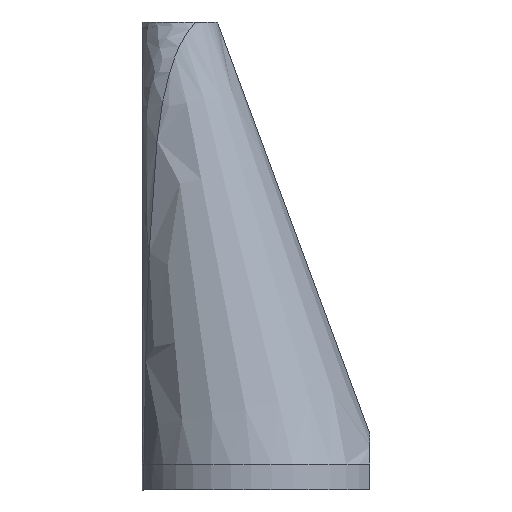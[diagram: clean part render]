
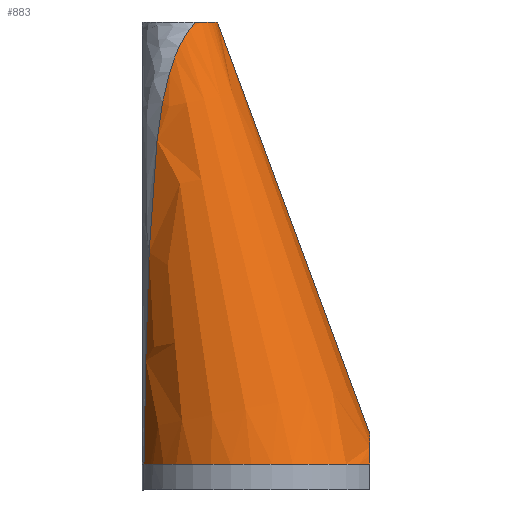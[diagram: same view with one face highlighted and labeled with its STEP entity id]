
A CAD part, left-side view. The second image highlights one B-rep face of the part: STEP entity #883.
In plain terms, the highlighted conical face has half-angle 9.48 degrees and reference radius 10.846 mm.
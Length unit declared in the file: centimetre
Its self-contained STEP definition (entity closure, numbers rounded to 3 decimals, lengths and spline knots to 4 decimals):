
#45=CONICAL_SURFACE($,#949,1.0846,0.165);
#54=B_SPLINE_CURVE_WITH_KNOTS($,3,(#1649,#1650,#1651,#1652,#1653,#1654,
#1655,#1656,#1657),.UNSPECIFIED.,.F.,.F.,(4,1,1,1,1,1,4),(0.2898,
0.4215,0.6931,0.9647,1.2363,
1.6438,2.0492),.UNSPECIFIED.);
#119=LINE($,#1674,#205);
#120=LINE($,#1676,#206);
#205=VECTOR($,#1130,1.);
#206=VECTOR($,#1131,1.);
#237=ELLIPSE($,#942,37.3052,3.4487);
#238=ELLIPSE($,#945,0.934,0.9169);
#239=ELLIPSE($,#946,0.934,0.9169);
#241=ELLIPSE($,#950,0.3448,0.3385);
#286=FACE_OUTER_BOUND($,#340,.T.);
#340=EDGE_LOOP($,(#758,#759,#760,#761,#762,#763,#764));
#439=VERTEX_POINT($,#1519);
#440=VERTEX_POINT($,#1521);
#443=VERTEX_POINT($,#1541);
#445=VERTEX_POINT($,#1566);
#446=VERTEX_POINT($,#1648);
#447=VERTEX_POINT($,#1673);
#448=VERTEX_POINT($,#1675);
#546=EDGE_CURVE($,#439,#440,#237,.T.);
#553=EDGE_CURVE($,#440,#445,#238,.T.);
#554=EDGE_CURVE($,#445,#443,#239,.T.);
#556=EDGE_CURVE($,#446,#443,#54,.T.);
#558=EDGE_CURVE($,#439,#447,#119,.T.);
#559=EDGE_CURVE($,#448,#447,#120,.F.);
#560=EDGE_CURVE($,#446,#448,#241,.T.);
#758=ORIENTED_EDGE($,*,*,#556,.T.);
#759=ORIENTED_EDGE($,*,*,#554,.F.);
#760=ORIENTED_EDGE($,*,*,#553,.F.);
#761=ORIENTED_EDGE($,*,*,#546,.F.);
#762=ORIENTED_EDGE($,*,*,#558,.T.);
#763=ORIENTED_EDGE($,*,*,#559,.F.);
#764=ORIENTED_EDGE($,*,*,#560,.F.);
#883=ADVANCED_FACE($,(#286),#45,.T.);
#942=AXIS2_PLACEMENT_3D($,#1522,#1111,#1112);
#945=AXIS2_PLACEMENT_3D($,#1567,#1120,#1121);
#946=AXIS2_PLACEMENT_3D($,#1568,#1122,#1123);
#949=AXIS2_PLACEMENT_3D($,#1672,#1128,#1129);
#950=AXIS2_PLACEMENT_3D($,#1677,#1132,#1133);
#1111=DIRECTION('center_axis',(0.,-1.,0.));
#1112=DIRECTION('ref_axis',(0.,0.,-1.));
#1120=DIRECTION('center_axis',(0.,0.,-1.));
#1121=DIRECTION('ref_axis',(0.,1.,0.));
#1122=DIRECTION('center_axis',(0.,0.,-1.));
#1123=DIRECTION('ref_axis',(0.,1.,0.));
#1128=DIRECTION('center_axis',(0.,-0.188,-0.982));
#1129=DIRECTION('ref_axis',(1.,0.,0.));
#1130=DIRECTION($,(0.,0.347,0.938));
#1131=DIRECTION($,(0.,0.347,0.938));
#1132=DIRECTION('center_axis',(0.,0.,1.));
#1133=DIRECTION('ref_axis',(0.,1.,0.));
#1519=CARTESIAN_POINT('',(-0.2,-1.375,0.0371));
#1521=CARTESIAN_POINT('',(-0.5882,-1.375,-0.2));
#1522=CARTESIAN_POINT('Origin',(-0.2,-1.375,-37.2681));
#1541=CARTESIAN_POINT('',(-0.4767,0.3617,-0.2));
#1566=CARTESIAN_POINT('',(-0.6378,0.2919,-0.2));
#1567=CARTESIAN_POINT('Origin',(-0.2,-0.5288,-0.2));
#1568=CARTESIAN_POINT('Origin',(-0.2,-0.5288,-0.2));
#1648=CARTESIAN_POINT('',(-0.4923,-0.0321,3.2));
#1649=CARTESIAN_POINT('Ctrl Pts',(-0.4923,-0.0321,
3.2));
#1650=CARTESIAN_POINT('Ctrl Pts',(-0.5201,-0.0026,
3.165));
#1651=CARTESIAN_POINT('Ctrl Pts',(-0.5799,0.0898,
3.0374));
#1652=CARTESIAN_POINT('Ctrl Pts',(-0.6009,0.2015,
2.7346));
#1653=CARTESIAN_POINT('Ctrl Pts',(-0.5973,0.273,
2.2472));
#1654=CARTESIAN_POINT('Ctrl Pts',(-0.5797,0.3206,
1.5702));
#1655=CARTESIAN_POINT('Ctrl Pts',(-0.5454,0.3473,
0.7076));
#1656=CARTESIAN_POINT('Ctrl Pts',(-0.5024,0.3578,
0.0819));
#1657=CARTESIAN_POINT('Ctrl Pts',(-0.4767,0.3617,
-0.2));
#1672=CARTESIAN_POINT('Origin',(-0.2,-0.6886,-1.1895));
#1673=CARTESIAN_POINT('',(-0.2,-0.2148,3.1681));
#1674=CARTESIAN_POINT($,(-0.2,-1.7538,-0.9853));
#1675=CARTESIAN_POINT('',(-0.2,-0.203,3.2));
#1676=CARTESIAN_POINT($,(-0.2,-1.7538,-0.9853));
#1677=CARTESIAN_POINT('Origin',(-0.2,0.1418,3.2));
